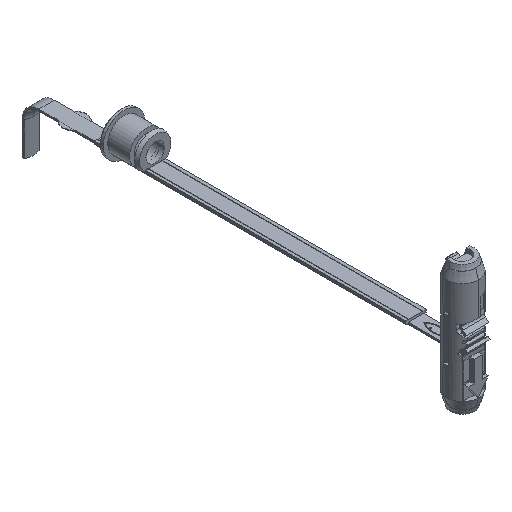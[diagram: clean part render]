
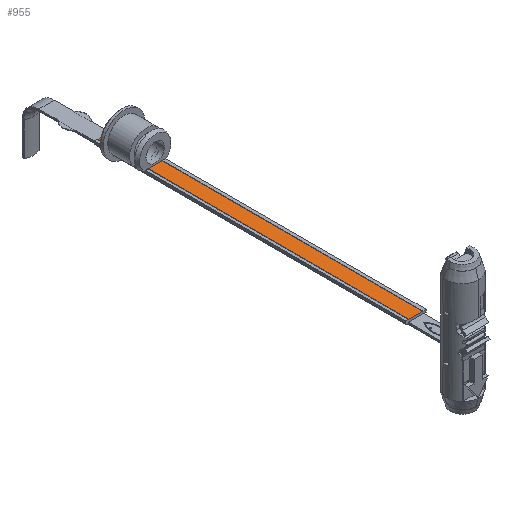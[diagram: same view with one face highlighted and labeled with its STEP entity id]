
A CAD part, isometric view. The second image highlights one B-rep face of the part: STEP entity #955.
In plain terms, the highlighted planar face has unit normal (0, 0, 1).
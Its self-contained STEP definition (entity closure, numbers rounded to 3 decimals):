
#955=ADVANCED_FACE('',(#2092),#2093,.T.);
#2092=FACE_OUTER_BOUND('',#3411,.T.);
#2093=PLANE('',#3412);
#3411=EDGE_LOOP('',(#6424,#6425,#6426,#6427));
#3412=AXIS2_PLACEMENT_3D('',#6428,#6429,#6430);
#6424=ORIENTED_EDGE('',*,*,#9279,.T.);
#6425=ORIENTED_EDGE('',*,*,#9280,.F.);
#6426=ORIENTED_EDGE('',*,*,#9281,.T.);
#6427=ORIENTED_EDGE('',*,*,#9276,.T.);
#6428=CARTESIAN_POINT('',(0.0,124.6,-3.88));
#6429=DIRECTION('',(0.0,0.0,1.0));
#6430=DIRECTION('',(-1.0,0.0,0.0));
#9276=EDGE_CURVE('',#11552,#11550,#11553,.T.);
#9279=EDGE_CURVE('',#11550,#11556,#11557,.T.);
#9280=EDGE_CURVE('',#11558,#11556,#11559,.T.);
#9281=EDGE_CURVE('',#11558,#11552,#11560,.T.);
#11550=VERTEX_POINT('',#15416);
#11552=VERTEX_POINT('',#15419);
#11553=LINE('',#15420,#15421);
#11556=VERTEX_POINT('',#15425);
#11557=LINE('',#15426,#15427);
#11558=VERTEX_POINT('',#15428);
#11559=LINE('',#15429,#15430);
#11560=LINE('',#15431,#15432);
#15416=CARTESIAN_POINT('',(-2.52,13.6,-3.88));
#15419=CARTESIAN_POINT('',(-2.52,124.6,-3.88));
#15420=CARTESIAN_POINT('',(-2.52,124.6,-3.88));
#15421=VECTOR('',#17939,1.0);
#15425=CARTESIAN_POINT('',(2.52,13.6,-3.88));
#15426=CARTESIAN_POINT('',(2.52,13.6,-3.88));
#15427=VECTOR('',#17941,1.0);
#15428=CARTESIAN_POINT('',(2.52,124.6,-3.88));
#15429=CARTESIAN_POINT('',(2.52,124.6,-3.88));
#15430=VECTOR('',#17942,1.0);
#15431=CARTESIAN_POINT('',(2.52,124.6,-3.88));
#15432=VECTOR('',#17943,1.0);
#17939=DIRECTION('',(0.0,-1.0,0.0));
#17941=DIRECTION('',(1.0,0.0,0.0));
#17942=DIRECTION('',(0.0,-1.0,0.0));
#17943=DIRECTION('',(-1.0,0.0,0.0));
